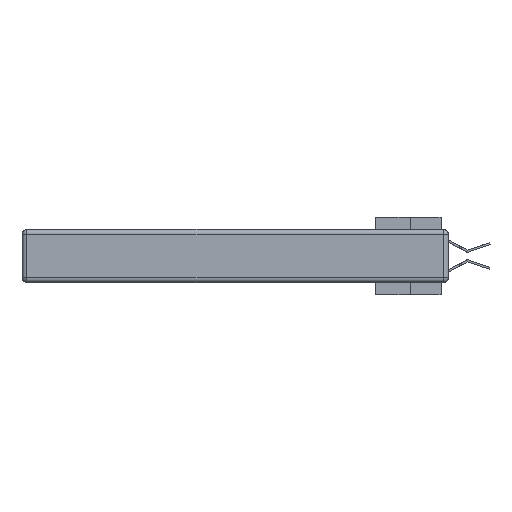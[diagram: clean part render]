
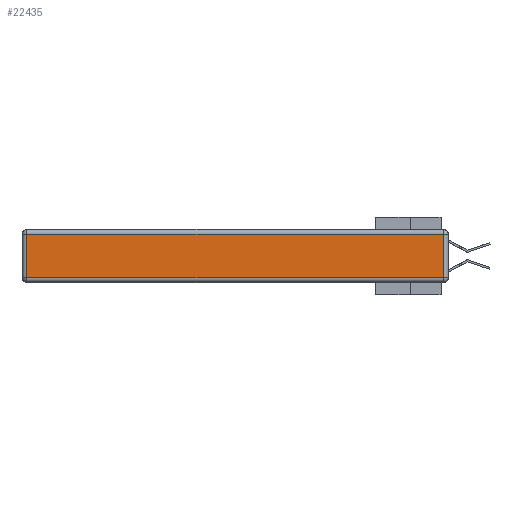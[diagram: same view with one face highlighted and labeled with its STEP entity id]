
A CAD part, left-side view. The second image highlights one B-rep face of the part: STEP entity #22435.
In plain terms, the highlighted planar face has unit normal (-1, 0, 0).
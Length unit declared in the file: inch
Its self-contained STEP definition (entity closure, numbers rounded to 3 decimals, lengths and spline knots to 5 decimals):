
#1097 = CARTESIAN_POINT ( 'NONE',  ( 0., 0., -0.313 ) ) ;
#1397 = CARTESIAN_POINT ( 'NONE',  ( 0., 0.03, -0.343 ) ) ;
#1761 = CARTESIAN_POINT ( 'NONE',  ( 0., 2.72, -0.343 ) ) ;
#2491 = VECTOR ( 'NONE', #16600, 39.37008 ) ;
#3374 = PLANE ( 'NONE',  #26982 ) ;
#3536 = EDGE_CURVE ( 'NONE', #30613, #23767, #30527, .T. ) ;
#3689 = DIRECTION ( 'NONE',  ( 0., 0., 1. ) ) ;
#4662 = CARTESIAN_POINT ( 'NONE',  ( 0., 0.03, -0.313 ) ) ;
#5227 = CARTESIAN_POINT ( 'NONE',  ( 0., 2.72, -0.03 ) ) ;
#6020 = VECTOR ( 'NONE', #14245, 39.37008 ) ;
#6179 = CARTESIAN_POINT ( 'NONE',  ( 0., 0., -0.343 ) ) ;
#6243 = CARTESIAN_POINT ( 'NONE',  ( 0., 0.03, -0.03 ) ) ;
#6900 = ORIENTED_EDGE ( 'NONE', *, *, #20769, .T. ) ;
#7389 = FACE_OUTER_BOUND ( 'NONE', #11922, .T. ) ;
#11607 = VERTEX_POINT ( 'NONE', #6243 ) ;
#11779 = VERTEX_POINT ( 'NONE', #5227 ) ;
#11922 = EDGE_LOOP ( 'NONE', ( #21946, #14041, #6900, #15415 ) ) ;
#12202 = VECTOR ( 'NONE', #19121, 39.37008 ) ;
#12646 = LINE ( 'NONE', #1761, #6020 ) ;
#14041 = ORIENTED_EDGE ( 'NONE', *, *, #20815, .T. ) ;
#14245 = DIRECTION ( 'NONE',  ( 0., 0., -1. ) ) ;
#15415 = ORIENTED_EDGE ( 'NONE', *, *, #20167, .T. ) ;
#16600 = DIRECTION ( 'NONE',  ( 0., 0., 1. ) ) ;
#17033 = CARTESIAN_POINT ( 'NONE',  ( 0., 2.72, -0.313 ) ) ;
#18795 = CARTESIAN_POINT ( 'NONE',  ( 0., 2.75, -0.03 ) ) ;
#19121 = DIRECTION ( 'NONE',  ( 0., 1., 0. ) ) ;
#20167 = EDGE_CURVE ( 'NONE', #11779, #30613, #12646, .T. ) ;
#20769 = EDGE_CURVE ( 'NONE', #11607, #11779, #25047, .T. ) ;
#20815 = EDGE_CURVE ( 'NONE', #23767, #11607, #30522, .T. ) ;
#21946 = ORIENTED_EDGE ( 'NONE', *, *, #3536, .T. ) ;
#22435 = ADVANCED_FACE ( 'NONE', ( #7389 ), #3374, .T. ) ;
#23417 = DIRECTION ( 'NONE',  ( -1., 0., 0. ) ) ;
#23767 = VERTEX_POINT ( 'NONE', #4662 ) ;
#25047 = LINE ( 'NONE', #18795, #12202 ) ;
#26982 = AXIS2_PLACEMENT_3D ( 'NONE', #6179, #23417, #3689 ) ;
#28595 = VECTOR ( 'NONE', #30900, 39.37008 ) ;
#30522 = LINE ( 'NONE', #1397, #2491 ) ;
#30527 = LINE ( 'NONE', #1097, #28595 ) ;
#30613 = VERTEX_POINT ( 'NONE', #17033 ) ;
#30900 = DIRECTION ( 'NONE',  ( 0., -1., 0. ) ) ;
